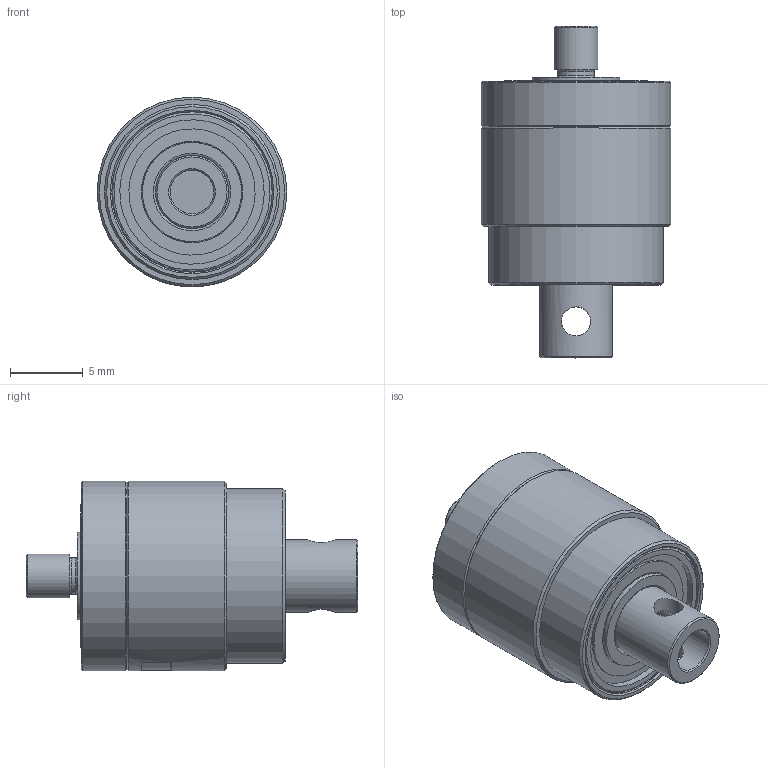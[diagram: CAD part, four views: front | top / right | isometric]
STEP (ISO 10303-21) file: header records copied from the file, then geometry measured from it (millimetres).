
FILE_DESCRIPTION(/* description */ (''),/* implementation_level */ '2;1');
FILE_NAME(/* name */ 'model_product_id11.stp',/* time_stamp */ '2016-07-18T15:53:26+02:00',/* author */ ('SD'),/* organization */ ('Micromotion GmbH Germany'),/* preprocessor_version */ 'ST-DEVELOPER v16.1',/* originating_system */ 'Autodesk Inventor 2016',/* authorisation */ '');
FILE_SCHEMA (('AUTOMOTIVE_DESIGN { 1 0 10303 214 3 1 1 }'));
Length unit declared in the file: millimetre
Products named in the file (1): MHD-10-1000-P-V-SPM0117-L22,8_Shrinkwrap_1
Bounding box: 13 x 22.75 x 13 mm (x, y, z)
Volume: 1808.6 mm3; surface area: 1342.7 mm2
Topology: 1 solids, 36 shells, 147 faces, 294 edges, 187 vertices
Faces by surface type: plane 51, cylinder 46, sphere 16, cone 14, torus 14, bspline 6
Full cylindrical faces by diameter (mm): 2 x2, 2.5 x1, 3 x2, 4 x1, 4.3 x1, 5 x1, 5.978 x1, 6 x1, 6.81 x1, 6.95 x1, 7.022 x1, 8 x1, 8.655 x1, 9.9 x1, 10 x1, 11 x1, 12 x1, 13 x2
Entity records: 3473 total; most frequent: CARTESIAN_POINT 672, DIRECTION 598, ORIENTED_EDGE 400, AXIS2_PLACEMENT_3D 273, EDGE_LOOP 218, EDGE_CURVE 192, VERTEX_POINT 150, FACE_OUTER_BOUND 147
